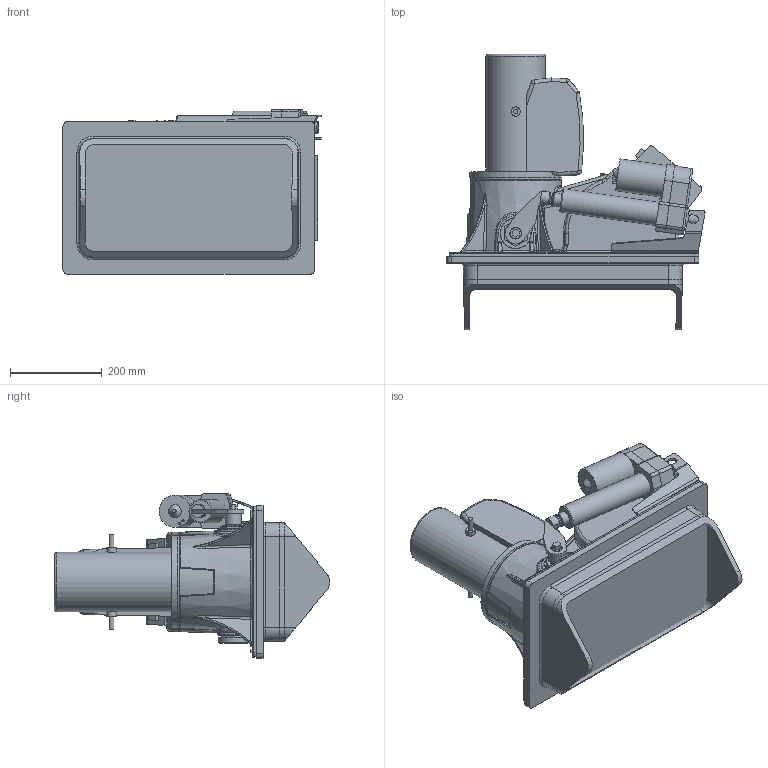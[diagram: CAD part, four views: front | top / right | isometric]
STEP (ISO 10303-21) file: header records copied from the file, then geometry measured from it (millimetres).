
FILE_DESCRIPTION(/* description */ (''),/* implementation_level */ '2;1');
FILE_NAME(/* name */ 'SRV80-185T IN.stp',/* time_stamp */ '2016-01-19T10:12:26+01:00',/* author */ ('elvira'),/* organization */ (''),/* preprocessor_version */ 'ST-DEVELOPER v15.6',/* originating_system */ 'Autodesk Inventor 2015',/* authorisation */ '');
FILE_SCHEMA (('AUTOMOTIVE_DESIGN { 1 0 10303 214 3 1 1 }'));
Products named in the file (1): SM-118879
Bounding box: 563.54 x 601.41 x 359 mm (x, y, z)
Volume: 28718225.5 mm3; surface area: 1587231.3 mm2
Topology: 4 solids, 4 shells, 1536 faces, 3891 edges, 2367 vertices
Faces by surface type: plane 540, bspline 517, cylinder 333, torus 64, sphere 48, cone 34
Full cylindrical faces by diameter (mm): 4 x2, 10 x2, 20 x2, 25.4 x1, 28 x1, 28.5 x2, 35 x1, 47 x2, 51 x1, 68 x2, 70 x1, 130 x1, 200 x2
Entity records: 64817 total; most frequent: CARTESIAN_POINT 29319, ORIENTED_EDGE 7524, DIRECTION 6127, EDGE_CURVE 3762, VERTEX_POINT 2348, AXIS2_PLACEMENT_3D 2176, LINE 1775, VECTOR 1775
